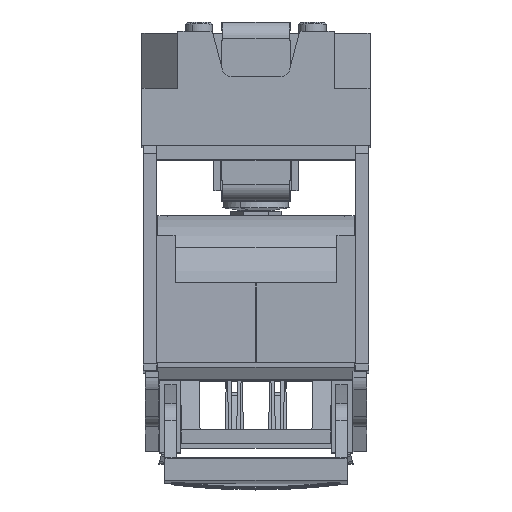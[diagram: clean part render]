
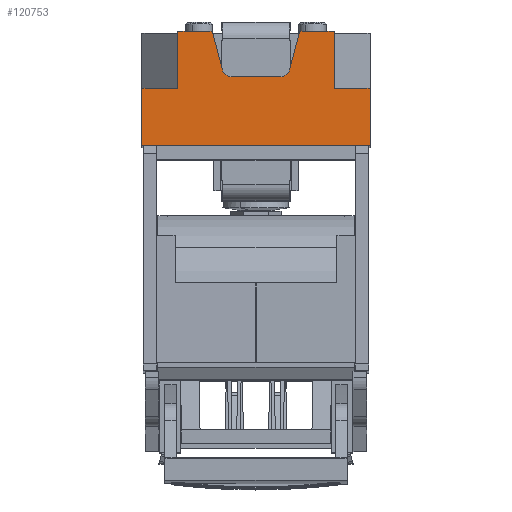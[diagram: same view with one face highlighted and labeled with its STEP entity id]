
A CAD part, top view. The second image highlights one B-rep face of the part: STEP entity #120753.
In plain terms, the highlighted planar face has unit normal (0, 0, 1).
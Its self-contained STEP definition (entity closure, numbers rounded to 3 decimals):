
#109364=DIRECTION('',(-1.,0.,0.));
#109365=VECTOR('',#109364,8.25);
#109366=CARTESIAN_POINT('',(27.5,-4.,277.5));
#109367=LINE('',#109366,#109365);
#109392=DIRECTION('',(-1.,0.,0.));
#109393=VECTOR('',#109392,8.25);
#109394=CARTESIAN_POINT('',(-19.25,-4.,277.5));
#109395=LINE('',#109394,#109393);
#109543=DIRECTION('',(0.,1.,0.));
#109544=VECTOR('',#109543,25.);
#109545=CARTESIAN_POINT('',(50.,-54.,277.5));
#109546=LINE('',#109545,#109544);
#109613=DIRECTION('',(1.,0.,0.));
#109614=VECTOR('',#109613,100.);
#109615=CARTESIAN_POINT('',(-50.,-54.,277.5));
#109616=LINE('',#109615,#109614);
#110476=DIRECTION('',(0.,-1.,0.));
#110477=VECTOR('',#110476,25.);
#110478=CARTESIAN_POINT('',(-50.,-29.,277.5));
#110479=LINE('',#110478,#110477);
#110511=DIRECTION('',(0.,-1.,0.));
#110512=VECTOR('',#110511,25.);
#110513=CARTESIAN_POINT('',(-34.264,-4.,277.5));
#110514=LINE('',#110513,#110512);
#110525=DIRECTION('',(0.259,0.966,0.));
#110526=VECTOR('',#110525,16.424);
#110527=CARTESIAN_POINT('',(14.685,-21.035,277.5));
#110528=LINE('',#110527,#110526);
#110532=DIRECTION('',(1.,0.,0.));
#110533=VECTOR('',#110532,0.314);
#110534=CARTESIAN_POINT('',(18.936,-4.,277.5));
#110535=LINE('',#110534,#110533);
#110539=DIRECTION('',(1.,0.,0.));
#110540=VECTOR('',#110539,6.764);
#110541=CARTESIAN_POINT('',(27.5,-4.,277.5));
#110542=LINE('',#110541,#110540);
#110546=DIRECTION('',(0.,-1.,0.));
#110547=VECTOR('',#110546,25.);
#110548=CARTESIAN_POINT('',(34.264,-4.,277.5));
#110549=LINE('',#110548,#110547);
#110553=DIRECTION('',(1.,0.,0.));
#110554=VECTOR('',#110553,6.764);
#110555=CARTESIAN_POINT('',(-34.264,-4.,277.5));
#110556=LINE('',#110555,#110554);
#110560=DIRECTION('',(1.,0.,0.));
#110561=VECTOR('',#110560,0.314);
#110562=CARTESIAN_POINT('',(-19.25,-4.,277.5));
#110563=LINE('',#110562,#110561);
#110567=DIRECTION('',(0.,-1.,0.));
#110568=VECTOR('',#110567,1.171);
#110569=CARTESIAN_POINT('',(-18.936,-4.,277.5));
#110570=LINE('',#110569,#110568);
#110574=DIRECTION('',(0.259,-0.966,0.));
#110575=VECTOR('',#110574,16.424);
#110576=CARTESIAN_POINT('',(-18.936,-5.171,277.5));
#110577=LINE('',#110576,#110575);
#110581=CARTESIAN_POINT('',(-10.822,-20.,277.5));
#110582=DIRECTION('',(0.,0.,1.));
#110583=DIRECTION('',(-0.966,-0.259,0.));
#110584=AXIS2_PLACEMENT_3D('',#110581,#110582,#110583);
#110589=CARTESIAN_POINT('',(10.822,-20.,277.5));
#110590=DIRECTION('',(0.,0.,1.));
#110591=DIRECTION('',(0.,-1.,0.));
#110592=AXIS2_PLACEMENT_3D('',#110589,#110590,#110591);
#110655=DIRECTION('',(0.,-1.,0.));
#110656=VECTOR('',#110655,1.171);
#110657=CARTESIAN_POINT('',(18.936,-4.,277.5));
#110658=LINE('',#110657,#110656);
#111233=DIRECTION('',(-1.,0.,0.));
#111234=VECTOR('',#111233,21.643);
#111235=CARTESIAN_POINT('',(10.822,-24.,277.5));
#111236=LINE('',#111235,#111234);
#112548=DIRECTION('',(-1.,0.,0.));
#112549=VECTOR('',#112548,15.736);
#112550=CARTESIAN_POINT('',(50.,-29.,277.5));
#112551=LINE('',#112550,#112549);
#112562=DIRECTION('',(-1.,0.,0.));
#112563=VECTOR('',#112562,15.736);
#112564=CARTESIAN_POINT('',(-34.264,-29.,277.5));
#112565=LINE('',#112564,#112563);
#114780=CARTESIAN_POINT('',(18.936,-4.,277.5));
#114781=VERTEX_POINT('',#114780);
#114782=CARTESIAN_POINT('',(18.936,-5.171,277.5));
#114783=VERTEX_POINT('',#114782);
#114786=CARTESIAN_POINT('',(-18.936,-5.171,277.5));
#114787=VERTEX_POINT('',#114786);
#114788=CARTESIAN_POINT('',(-18.936,-4.,277.5));
#114789=VERTEX_POINT('',#114788);
#114790=CARTESIAN_POINT('',(-14.685,-21.035,277.5));
#114791=VERTEX_POINT('',#114790);
#114792=CARTESIAN_POINT('',(14.685,-21.035,277.5));
#114793=VERTEX_POINT('',#114792);
#114794=CARTESIAN_POINT('',(19.25,-4.,277.5));
#114795=VERTEX_POINT('',#114794);
#114796=CARTESIAN_POINT('',(27.5,-4.,277.5));
#114797=VERTEX_POINT('',#114796);
#114798=CARTESIAN_POINT('',(34.264,-4.,277.5));
#114799=VERTEX_POINT('',#114798);
#114800=CARTESIAN_POINT('',(34.264,-29.,277.5));
#114801=VERTEX_POINT('',#114800);
#114802=CARTESIAN_POINT('',(50.,-29.,277.5));
#114803=VERTEX_POINT('',#114802);
#114804=CARTESIAN_POINT('',(50.,-54.,277.5));
#114805=VERTEX_POINT('',#114804);
#114806=CARTESIAN_POINT('',(-50.,-54.,277.5));
#114807=VERTEX_POINT('',#114806);
#114808=CARTESIAN_POINT('',(-50.,-29.,277.5));
#114809=VERTEX_POINT('',#114808);
#114810=CARTESIAN_POINT('',(-34.264,-29.,277.5));
#114811=VERTEX_POINT('',#114810);
#114812=CARTESIAN_POINT('',(-34.264,-4.,277.5));
#114813=VERTEX_POINT('',#114812);
#114814=CARTESIAN_POINT('',(-27.5,-4.,277.5));
#114815=VERTEX_POINT('',#114814);
#114816=CARTESIAN_POINT('',(-19.25,-4.,277.5));
#114817=VERTEX_POINT('',#114816);
#114818=CARTESIAN_POINT('',(-10.822,-24.,277.5));
#114819=VERTEX_POINT('',#114818);
#114820=CARTESIAN_POINT('',(10.822,-24.,277.5));
#114821=VERTEX_POINT('',#114820);
#120716=CARTESIAN_POINT('',(0.,-4.,277.5));
#120717=DIRECTION('',(0.,0.,1.));
#120718=DIRECTION('',(0.,-1.,0.));
#120719=AXIS2_PLACEMENT_3D('',#120716,#120717,#120718);
#120720=PLANE('',#120719);
#120722=ORIENTED_EDGE('',*,*,#120721,.T.);
#120724=ORIENTED_EDGE('',*,*,#120723,.F.);
#120725=ORIENTED_EDGE('',*,*,#119495,.T.);
#120726=ORIENTED_EDGE('',*,*,#119493,.F.);
#120727=ORIENTED_EDGE('',*,*,#119491,.T.);
#120729=ORIENTED_EDGE('',*,*,#120728,.T.);
#120731=ORIENTED_EDGE('',*,*,#120730,.F.);
#120732=ORIENTED_EDGE('',*,*,#119582,.F.);
#120733=ORIENTED_EDGE('',*,*,#119647,.F.);
#120734=ORIENTED_EDGE('',*,*,#120656,.F.);
#120736=ORIENTED_EDGE('',*,*,#120735,.F.);
#120737=ORIENTED_EDGE('',*,*,#120700,.F.);
#120738=ORIENTED_EDGE('',*,*,#119507,.T.);
#120739=ORIENTED_EDGE('',*,*,#119505,.F.);
#120740=ORIENTED_EDGE('',*,*,#119503,.T.);
#120742=ORIENTED_EDGE('',*,*,#120741,.T.);
#120744=ORIENTED_EDGE('',*,*,#120743,.T.);
#120746=ORIENTED_EDGE('',*,*,#120745,.T.);
#120748=ORIENTED_EDGE('',*,*,#120747,.F.);
#120750=ORIENTED_EDGE('',*,*,#120749,.T.);
#120751=EDGE_LOOP('',(#120722,#120724,#120725,#120726,#120727,#120729,#120731,
#120732,#120733,#120734,#120736,#120737,#120738,#120739,#120740,#120742,#120744,
#120746,#120748,#120750));
#120752=FACE_OUTER_BOUND('',#120751,.F.);
#110585=CIRCLE('',#110584,4.);
#110593=CIRCLE('',#110592,4.);
#119491=EDGE_CURVE('',#114797,#114799,#110542,.T.);
#119493=EDGE_CURVE('',#114797,#114795,#109367,.T.);
#119495=EDGE_CURVE('',#114781,#114795,#110535,.T.);
#119503=EDGE_CURVE('',#114817,#114789,#110563,.T.);
#119505=EDGE_CURVE('',#114817,#114815,#109395,.T.);
#119507=EDGE_CURVE('',#114813,#114815,#110556,.T.);
#119582=EDGE_CURVE('',#114805,#114803,#109546,.T.);
#119647=EDGE_CURVE('',#114807,#114805,#109616,.T.);
#120656=EDGE_CURVE('',#114809,#114807,#110479,.T.);
#120700=EDGE_CURVE('',#114813,#114811,#110514,.T.);
#120721=EDGE_CURVE('',#114793,#114783,#110528,.T.);
#120723=EDGE_CURVE('',#114781,#114783,#110658,.T.);
#120728=EDGE_CURVE('',#114799,#114801,#110549,.T.);
#120730=EDGE_CURVE('',#114803,#114801,#112551,.T.);
#120735=EDGE_CURVE('',#114811,#114809,#112565,.T.);
#120741=EDGE_CURVE('',#114789,#114787,#110570,.T.);
#120743=EDGE_CURVE('',#114787,#114791,#110577,.T.);
#120745=EDGE_CURVE('',#114791,#114819,#110585,.T.);
#120747=EDGE_CURVE('',#114821,#114819,#111236,.T.);
#120749=EDGE_CURVE('',#114821,#114793,#110593,.T.);
#120753=ADVANCED_FACE('',(#120752),#120720,.T.);
